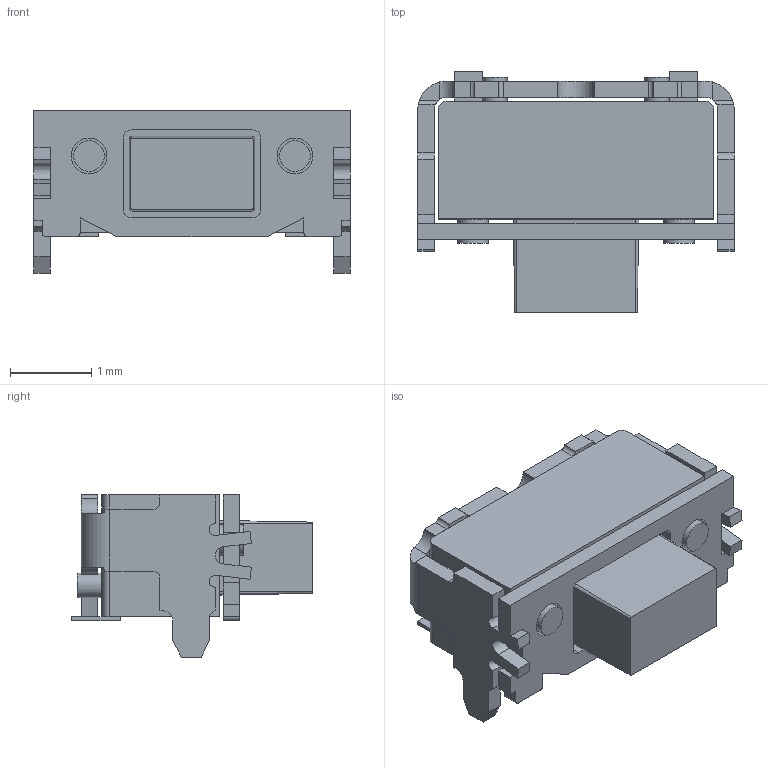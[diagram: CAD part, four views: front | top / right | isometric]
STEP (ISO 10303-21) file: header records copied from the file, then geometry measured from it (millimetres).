
FILE_DESCRIPTION(('FreeCAD Model'),'2;1');
FILE_NAME('Open CASCADE Shape Model','2025-06-26T22:27:31',(''),(''), 'Open CASCADE STEP processor 7.8','FreeCAD','Unknown');
FILE_SCHEMA(('AUTOMOTIVE_DESIGN { 1 0 10303 214 1 1 1 1 }'));
Length unit declared in the file: millimetre
Products named in the file (3): SKTDLHE010; Metal; Plastic
Assembly tree (2 placements, depth 2):
  SKTDLHE010
    Metal
    Plastic
Bounding box: 3.9 x 2.97 x 2 mm (x, y, z)
Volume: 11.4 mm3; surface area: 63.7 mm2
Topology: 5 solids, 5 shells, 171 faces, 486 edges, 330 vertices
Faces by surface type: plane 118, cylinder 49, cone 4
Full cylindrical faces by diameter (mm): 0.3 x2, 0.38 x2, 0.44 x2
Entity records: 5756 total; most frequent: CARTESIAN_POINT 1112, ORIENTED_EDGE 972, DIRECTION 930, EDGE_CURVE 486, LINE 338, VECTOR 338, VERTEX_POINT 330, AXIS2_PLACEMENT_3D 296
